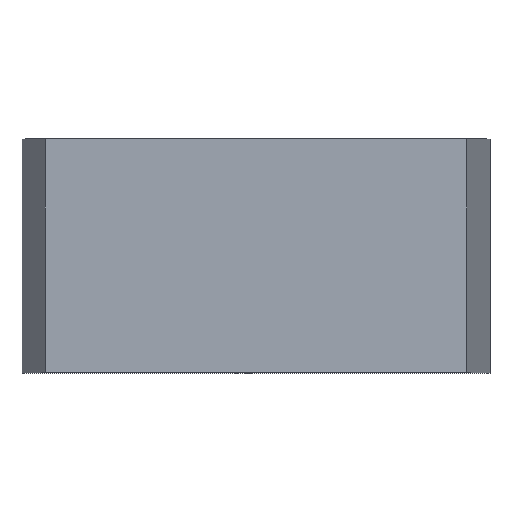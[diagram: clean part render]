
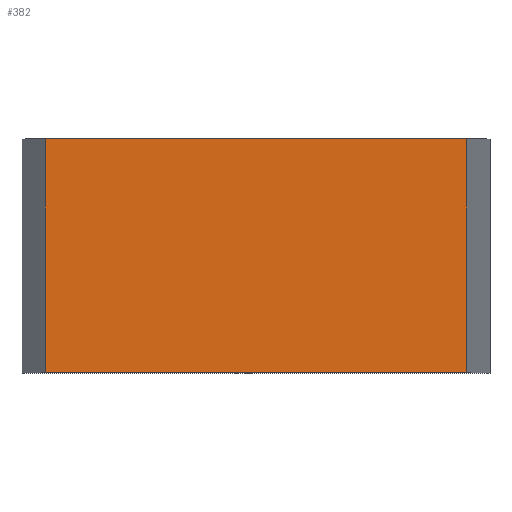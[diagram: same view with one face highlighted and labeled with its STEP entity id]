
A CAD part, top view. The second image highlights one B-rep face of the part: STEP entity #382.
In plain terms, the highlighted planar face has unit normal (0, 0, 1).
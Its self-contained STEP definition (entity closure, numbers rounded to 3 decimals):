
#13=DIRECTION('',(0.,0.,1.));
#43=VECTOR('',#44,1.);
#44=DIRECTION('',(0.,-1.,0.));
#47=DIRECTION('',(1.,0.,0.));
#56=VECTOR('',#47,1.);
#155=VERTEX_POINT('',#156);
#156=CARTESIAN_POINT('',(-0.18,-0.1,0.3));
#161=EDGE_CURVE('',#162,#155,#164,.T.);
#162=VERTEX_POINT('',#163);
#163=CARTESIAN_POINT('',(-0.18,0.1,0.3));
#164=LINE('',#163,#43);
#196=ORIENTED_EDGE('',*,*,#197,.T.);
#197=EDGE_CURVE('',#155,#198,#200,.T.);
#198=VERTEX_POINT('',#199);
#199=CARTESIAN_POINT('',(0.18,-0.1,0.3));
#200=LINE('',#156,#56);
#371=EDGE_CURVE('',#162,#372,#374,.T.);
#372=VERTEX_POINT('',#373);
#373=CARTESIAN_POINT('',(0.18,0.1,0.3));
#374=LINE('',#163,#56);
#382=ADVANCED_FACE('',(#383),#390,.T.);
#383=FACE_BOUND('',#384,.T.);
#384=EDGE_LOOP('',(#385,#196,#386,#389));
#385=ORIENTED_EDGE('',*,*,#161,.T.);
#386=ORIENTED_EDGE('',*,*,#387,.F.);
#387=EDGE_CURVE('',#372,#198,#388,.T.);
#388=LINE('',#373,#43);
#389=ORIENTED_EDGE('',*,*,#371,.F.);
#390=PLANE('',#391);
#391=AXIS2_PLACEMENT_3D('',#163,#13,#47);
